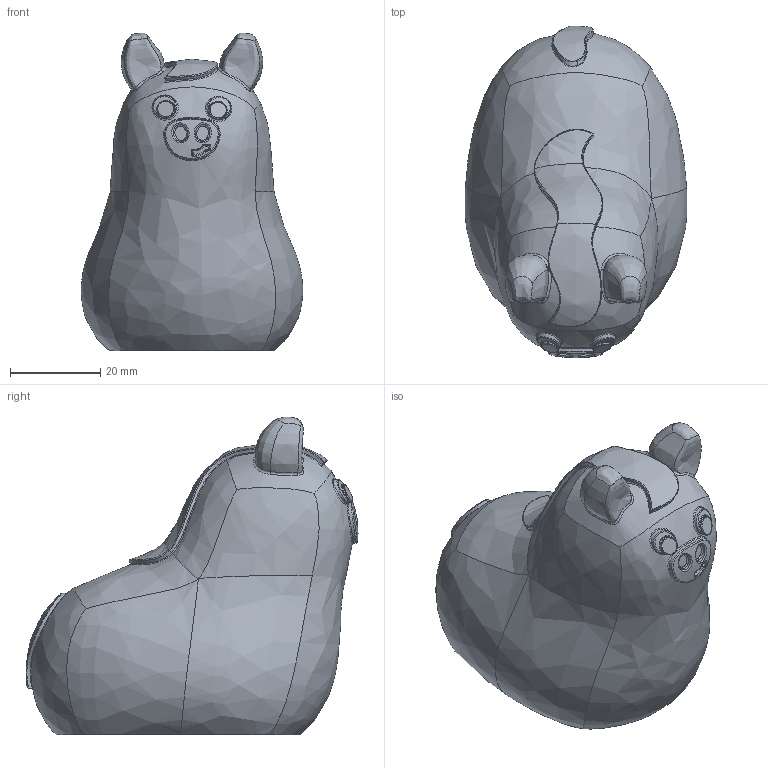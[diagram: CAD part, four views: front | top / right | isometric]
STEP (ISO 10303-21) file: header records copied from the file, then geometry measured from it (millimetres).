
FILE_DESCRIPTION(/* description */ (''),/* implementation_level */ '2;1');
FILE_NAME(/* name */ 'horse v16.step',/* time_stamp */ '2025-04-29T21:23:57-04:00',/* author */ (''),/* organization */ (''),/* preprocessor_version */ 'ST-DEVELOPER v20.1',/* originating_system */ 'Autodesk Translation Framework v14.4.0.0',/* authorisation */ '');
FILE_SCHEMA (('AUTOMOTIVE_DESIGN { 1 0 10303 214 3 1 1 }'));
Length unit declared in the file: millimetre
Products named in the file (1): horse
Bounding box: 48.98 x 73.39 x 70.27 mm (x, y, z)
Volume: 21738 mm3; surface area: 22583.4 mm2
Topology: 1 solids, 1 shells, 206 faces, 563 edges, 369 vertices
Faces by surface type: bspline 185, plane 12, sphere 6, cylinder 3
Full cylindrical faces by diameter (mm): 2.286 x1
Entity records: 31218 total; most frequent: CARTESIAN_POINT 27281, ORIENTED_EDGE 1126, EDGE_CURVE 563, B_SPLINE_CURVE_WITH_KNOTS 422, VERTEX_POINT 369, DIRECTION 279, EDGE_LOOP 218, FACE_OUTER_BOUND 206
